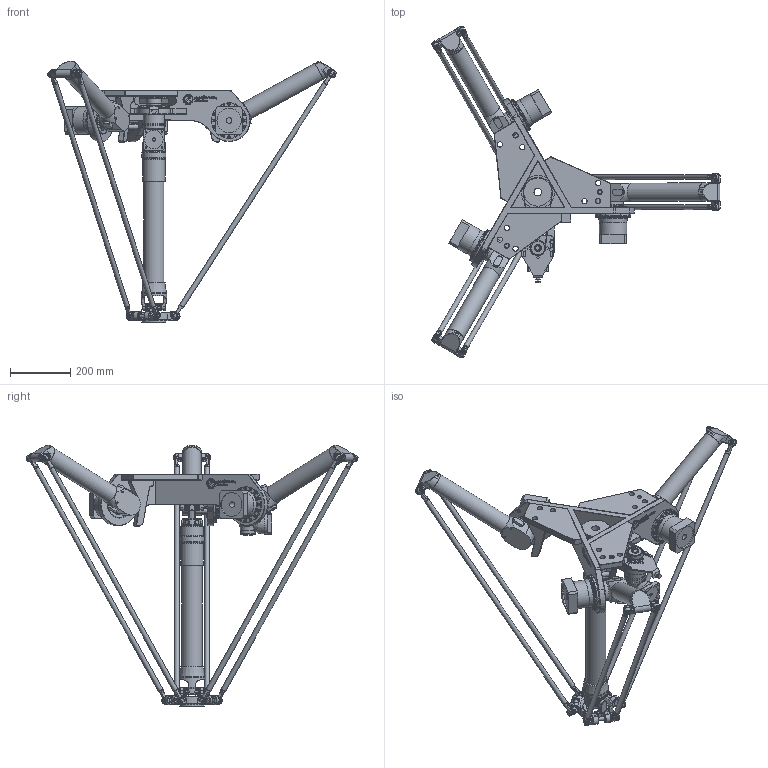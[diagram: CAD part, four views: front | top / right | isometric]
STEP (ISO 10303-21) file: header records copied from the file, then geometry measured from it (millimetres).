
FILE_DESCRIPTION(/* description */ (''),/* implementation_level */ '2;1');
FILE_NAME(/* name */ '3D-model_A_00036.stp',/* time_stamp */ '2022-02-09T14:25:42+01:00',/* author */ ('michael.schutter'),/* organization */ ('Majatronic'),/* preprocessor_version */ 'ST-DEVELOPER v16.5',/* originating_system */ 'Autodesk Inventor 2017',/* authorisation */ '');
FILE_SCHEMA (('AUTOMOTIVE_DESIGN { 1 0 10303 214 3 1 1 }'));
Length unit declared in the file: millimetre
Products named in the file (13): MT_BGR00020294MT_BGR; MT_WST00060421MT_WST; MT_WST00060428MT_WST; MT_WST00058598MT_WST; MT_WST00046397MT_WST; MT_WST00031698MT_WST; MT_WST00050715MT_WST; MT_WST00106842; MT_WST00061751MT_WST; MT_WST00101401; MT_WST00062193MT_WST; MT_WST00064261MT_WST; MT_WST00064260MT_WST
Assembly tree (27 placements, depth 2):
  MT_BGR00020294MT_BGR
    MT_WST00060421MT_WST
    MT_WST00031698MT_WST  x3
    MT_WST00060428MT_WST
    MT_WST00106842  x2
    MT_WST00058598MT_WST
    MT_WST00046397MT_WST  x3
    MT_WST00101401  x6
    MT_WST00050715MT_WST
    MT_WST00061751MT_WST
    MT_WST00062193MT_WST  x6
    MT_WST00064261MT_WST
    MT_WST00064260MT_WST
Bounding box: 958.16 x 1103.09 x 868.98 mm (x, y, z)
Volume: 15390090.4 mm3; surface area: 2026721.1 mm2
Topology: 28 solids, 28 shells, 3685 faces, 8558 edges, 5332 vertices
Faces by surface type: plane 1996, cylinder 1022, cone 357, bspline 188, torus 114, sphere 8
Full cylindrical faces by diameter (mm): 2 x6, 2.06 x1, 4.134 x4, 4.917 x13, 6 x37, 7 x10, 8 x41, 8.5 x96, 10 x7, 11 x1, 11.4 x1, 12 x26, 15.4 x1, 15.98 x12, 16 x43, 17.5 x9, 18 x32, 19 x3, 20 x8, 23.9 x1, 24 x1, 25 x2, 26 x1, 27 x2, 28.4 x1, 30 x1, 31.5 x3, 34 x2, 38 x1, 40 x4
Entity records: 78834 total; most frequent: CARTESIAN_POINT 22698, DIRECTION 11437, ORIENTED_EDGE 10768, EDGE_CURVE 5384, AXIS2_PLACEMENT_3D 4171, VERTEX_POINT 3571, EDGE_LOOP 3133, LINE 3095
